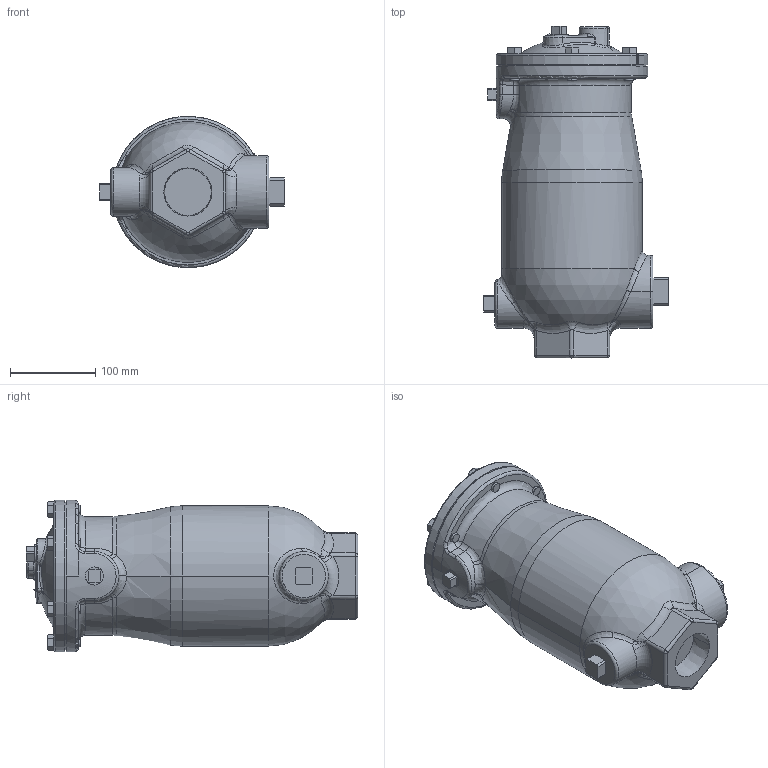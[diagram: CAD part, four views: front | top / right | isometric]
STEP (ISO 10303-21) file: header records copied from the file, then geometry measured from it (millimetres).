
FILE_DESCRIPTION((''),'2;1');
FILE_NAME('48A_SW0001','2023-10-31T07:20:05',('jlesh'),(''),'CREO PARAMETRIC BY PTC INC, 2023072','CREO PARAMETRIC BY PTC INC, 2023072','');
FILE_SCHEMA(('AUTOMOTIVE_DESIGN { 1 0 10303 214 1 1 1 1 }'));
Length unit declared in the file: inch
Products named in the file (1): 48A_SW0001
Bounding box: 216.99 x 389.92 x 177.8 mm (x, y, z)
Volume: 6764636.3 mm3; surface area: 242790.7 mm2
Topology: 1 solids, 1 shells, 329 faces, 778 edges, 466 vertices
Faces by surface type: plane 119, cylinder 58, bspline 58, cone 53, torus 28, sphere 13
Entity records: 17059 total; most frequent: CARTESIAN_POINT 8494, ORIENTED_EDGE 1546, DIRECTION 1376, COLOUR_RGB 1328, EDGE_CURVE 773, AXIS2_PLACEMENT_3D 546, VERTEX_POINT 466, EDGE_LOOP 349
